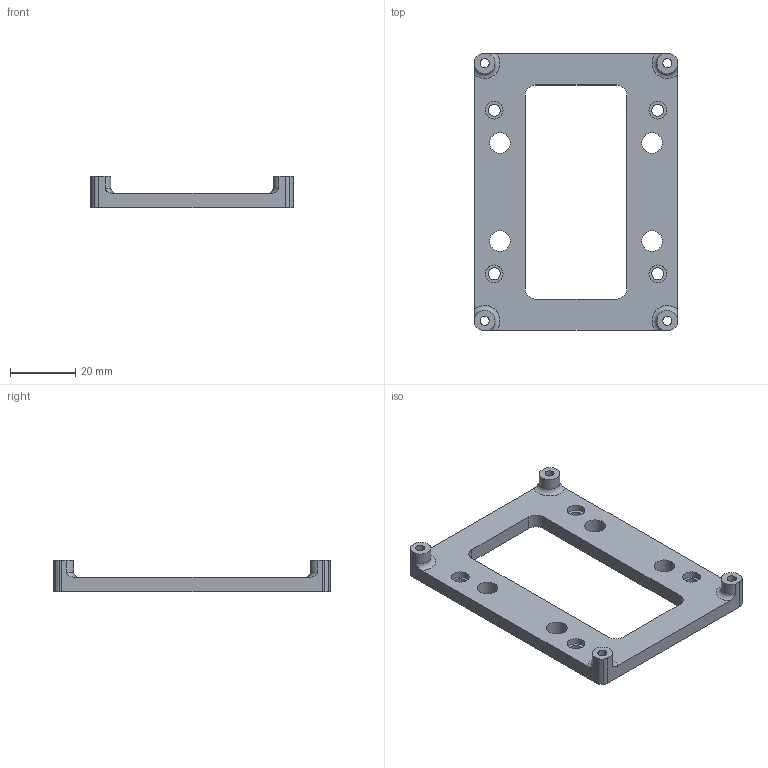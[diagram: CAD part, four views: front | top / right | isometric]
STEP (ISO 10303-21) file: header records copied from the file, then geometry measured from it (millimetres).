
FILE_DESCRIPTION(/* description */ (''),/* implementation_level */ '2;1');
FILE_NAME(/* name */ 'Cole''s Documents/Products/MaP/Design Files/Assembly Files/MaP-MDD10A-Adapter v6.step',/* time_stamp */ '2017-06-23T16:33:49-07:00',/* author */ (''),/* organization */ (''),/* preprocessor_version */ 'ST-DEVELOPER v16.13',/* originating_system */ 'Autodesk Translation Framework v6.1.1.50',/* authorisation */ '');
FILE_SCHEMA (('AUTOMOTIVE_DESIGN { 1 0 10303 214 3 1 1 }'));
Length unit declared in the file: millimetre
Products named in the file (1): MaP-MDD10A-Adapter v6
Bounding box: 62 x 84.5 x 9.53 mm (x, y, z)
Volume: 13727 mm3; surface area: 9451 mm2
Topology: 1 solids, 1 shells, 58 faces, 156 edges, 104 vertices
Faces by surface type: cylinder 36, plane 18, torus 4
Full cylindrical faces by diameter (mm): 2.8 x4, 3.7 x4, 5.4 x4, 6.35 x4
Entity records: 1929 total; most frequent: CARTESIAN_POINT 391, DIRECTION 326, ORIENTED_EDGE 280, EDGE_CURVE 140, AXIS2_PLACEMENT_3D 135, EDGE_LOOP 104, VERTEX_POINT 104, CIRCLE 76
